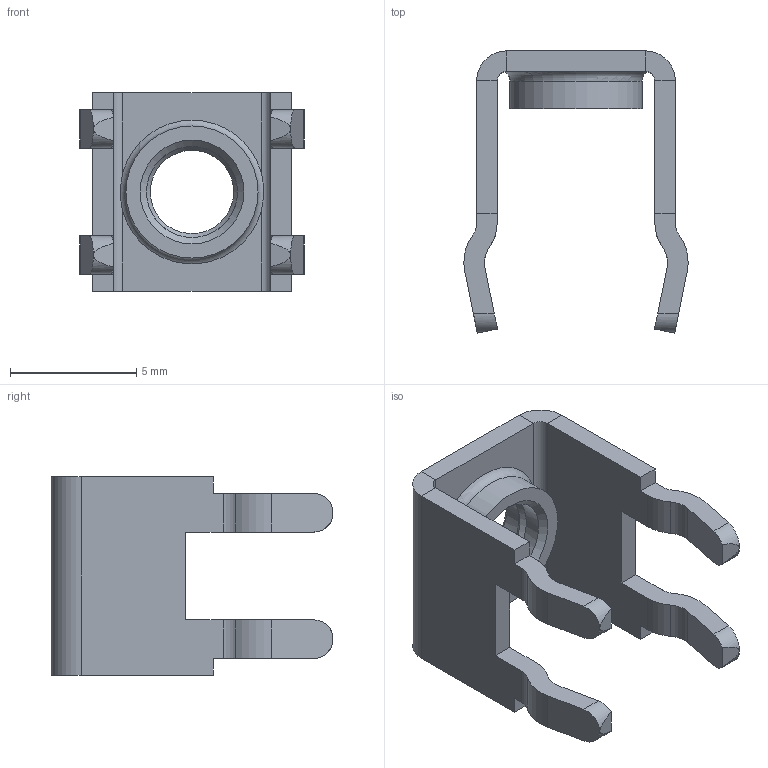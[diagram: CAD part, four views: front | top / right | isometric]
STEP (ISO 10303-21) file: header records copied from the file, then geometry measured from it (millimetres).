
FILE_DESCRIPTION (( 'STEP AP214' ), '1' );
FILE_NAME ('7795.STEP', '2018-04-12T18:11:38', ( '' ), ( '' ), 'SwSTEP 2.0', 'SolidWorks 2013', '' );
FILE_SCHEMA (( 'AUTOMOTIVE_DESIGN' ));
Length unit declared in the file: inch
Products named in the file (1): 7795
Bounding box: 8.89 x 11.18 x 7.87 mm (x, y, z)
Volume: 143.4 mm3; surface area: 433.6 mm2
Topology: 1 solids, 1 shells, 82 faces, 213 edges, 133 vertices
Faces by surface type: plane 46, cylinder 31, cone 2, bspline 2, torus 1
Full cylindrical faces by diameter (mm): 3.607 x2, 5.232 x1
Entity records: 2542 total; most frequent: CARTESIAN_POINT 595, ORIENTED_EDGE 410, DIRECTION 384, EDGE_CURVE 205, VERTEX_POINT 132, VECTOR 128, AXIS2_PLACEMENT_3D 128, LINE 128
